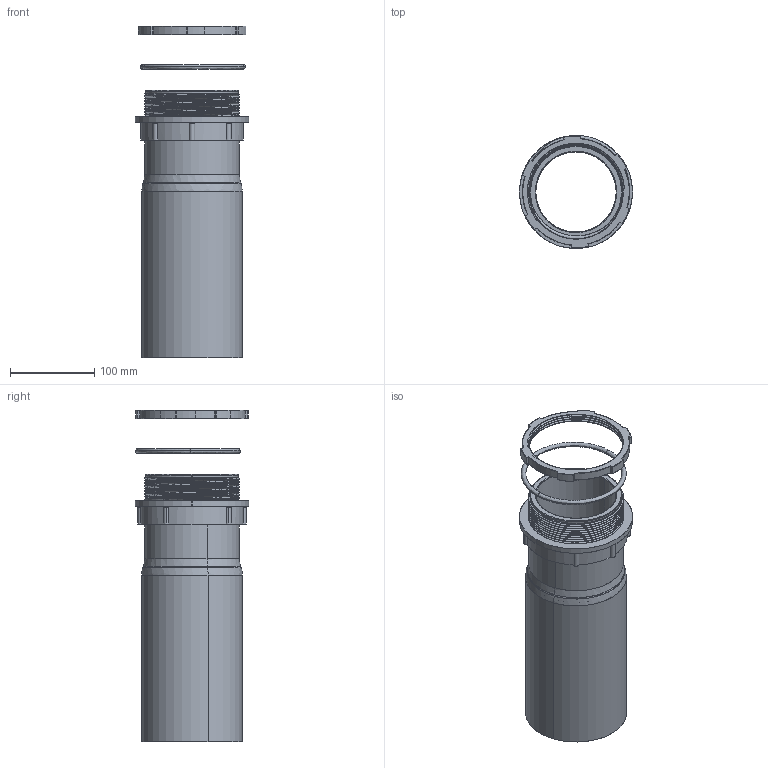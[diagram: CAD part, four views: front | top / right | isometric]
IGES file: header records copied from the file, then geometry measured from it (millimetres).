
Start section: SolidWorks IGES file using analytic representation for surfaces
Global section: file name: NUS-6X-1.OTHD.IGS; native system: SolidWorks 2020; preprocessor: SolidWorks 2020; author: office; date: 210520.113451; units: inch
Bounding box: 133.99 x 133.99 x 392.46 mm (x, y, z)
Surface area: 305054.8 mm2 (no closed solid volume)
Topology: 0 solids, 0 shells, 293 faces, 4568 edges, 4540 vertices
Faces by surface type: revolution 200, bspline 93
